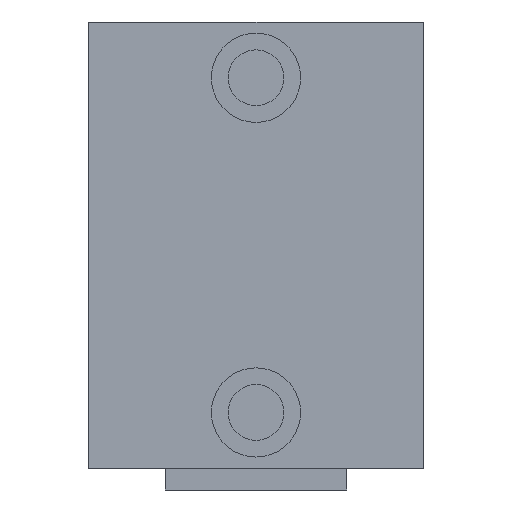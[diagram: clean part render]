
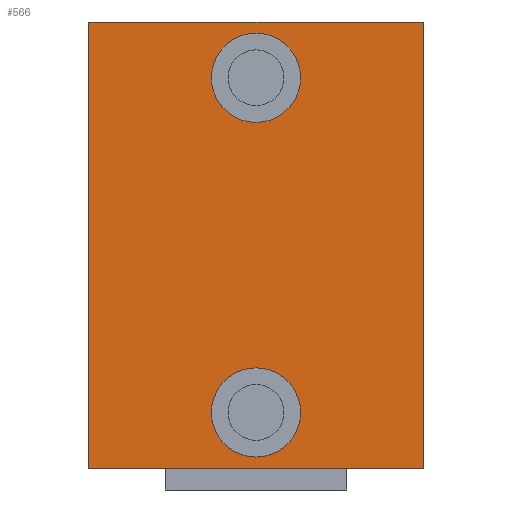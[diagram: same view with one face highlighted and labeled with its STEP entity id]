
A CAD part, left-side view. The second image highlights one B-rep face of the part: STEP entity #566.
In plain terms, the highlighted planar face has unit normal (-1, 0, 0).
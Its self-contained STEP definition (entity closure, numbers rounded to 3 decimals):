
#174 = ORIENTED_EDGE ( 'NONE', *, *, #2608, .F. ) ;
#433 = DIRECTION ( 'NONE',  ( -1., 0., 0. ) ) ;
#566 = ADVANCED_FACE ( 'NONE', ( #14257, #1066, #6360 ), #2455, .F. ) ;
#573 = VECTOR ( 'NONE', #14626, 1000. ) ;
#641 = EDGE_CURVE ( 'NONE', #14489, #14576, #9210, .T. ) ;
#849 = CARTESIAN_POINT ( 'NONE',  ( -52.52, 5.091, 66.039 ) ) ;
#881 = AXIS2_PLACEMENT_3D ( 'NONE', #10444, #7746, #11736 ) ;
#1029 = ORIENTED_EDGE ( 'NONE', *, *, #1463, .F. ) ;
#1066 = FACE_BOUND ( 'NONE', #15295, .T. ) ;
#1130 = ORIENTED_EDGE ( 'NONE', *, *, #7858, .F. ) ;
#1317 = CARTESIAN_POINT ( 'NONE',  ( -52.52, 20.091, 61.039 ) ) ;
#1463 = EDGE_CURVE ( 'NONE', #14489, #4184, #10651, .T. ) ;
#1667 = VERTEX_POINT ( 'NONE', #5955 ) ;
#2455 = PLANE ( 'NONE',  #881 ) ;
#2608 = EDGE_CURVE ( 'NONE', #8585, #1667, #12506, .T. ) ;
#2942 = DIRECTION ( 'NONE',  ( 0., 0., 1. ) ) ;
#2956 = VERTEX_POINT ( 'NONE', #3931 ) ;
#3390 = DIRECTION ( 'NONE',  ( -1., 0., 0. ) ) ;
#3501 = ORIENTED_EDGE ( 'NONE', *, *, #15719, .F. ) ;
#3931 = CARTESIAN_POINT ( 'NONE',  ( -52.52, 5.091, 92.039 ) ) ;
#4184 = VERTEX_POINT ( 'NONE', #13237 ) ;
#4751 = EDGE_CURVE ( 'NONE', #14576, #4952, #16731, .T. ) ;
#4934 = DIRECTION ( 'NONE',  ( 0., 0., 1. ) ) ;
#4952 = VERTEX_POINT ( 'NONE', #11075 ) ;
#5120 = CARTESIAN_POINT ( 'NONE',  ( -52.52, -9.909, 101.039 ) ) ;
#5482 = ORIENTED_EDGE ( 'NONE', *, *, #4751, .T. ) ;
#5605 = CIRCLE ( 'NONE', #15590, 4. ) ;
#5955 = CARTESIAN_POINT ( 'NONE',  ( -52.52, 5.091, 70.039 ) ) ;
#6360 = FACE_BOUND ( 'NONE', #9993, .T. ) ;
#6415 = LINE ( 'NONE', #5120, #15322 ) ;
#6481 = CIRCLE ( 'NONE', #9517, 4. ) ;
#7350 = CARTESIAN_POINT ( 'NONE',  ( -52.52, 5.091, 96.039 ) ) ;
#7746 = DIRECTION ( 'NONE',  ( 1., 0., 0. ) ) ;
#7858 = EDGE_CURVE ( 'NONE', #2956, #11830, #14233, .T. ) ;
#8277 = EDGE_CURVE ( 'NONE', #1667, #8585, #5605, .T. ) ;
#8351 = VECTOR ( 'NONE', #14585, 1000. ) ;
#8585 = VERTEX_POINT ( 'NONE', #14397 ) ;
#8655 = CARTESIAN_POINT ( 'NONE',  ( -52.52, -9.909, 81.039 ) ) ;
#8686 = DIRECTION ( 'NONE',  ( 0., 0., -1. ) ) ;
#9210 = LINE ( 'NONE', #1317, #8351 ) ;
#9262 = DIRECTION ( 'NONE',  ( 0., 0., 1. ) ) ;
#9517 = AXIS2_PLACEMENT_3D ( 'NONE', #15283, #3390, #8686 ) ;
#9629 = ORIENTED_EDGE ( 'NONE', *, *, #641, .T. ) ;
#9993 = EDGE_LOOP ( 'NONE', ( #3501, #1130 ) ) ;
#10032 = DIRECTION ( 'NONE',  ( 0., 0., -1. ) ) ;
#10444 = CARTESIAN_POINT ( 'NONE',  ( -52.52, -9.909, 81.039 ) ) ;
#10485 = DIRECTION ( 'NONE',  ( -1., 0., 0. ) ) ;
#10651 = LINE ( 'NONE', #11953, #573 ) ;
#10856 = CARTESIAN_POINT ( 'NONE',  ( -52.52, 20.091, 61.039 ) ) ;
#10936 = CARTESIAN_POINT ( 'NONE',  ( -52.52, 5.091, 66.039 ) ) ;
#11075 = CARTESIAN_POINT ( 'NONE',  ( -52.52, -9.909, 101.039 ) ) ;
#11638 = VECTOR ( 'NONE', #4934, 1000. ) ;
#11736 = DIRECTION ( 'NONE',  ( 0., 1., 0. ) ) ;
#11830 = VERTEX_POINT ( 'NONE', #14177 ) ;
#11953 = CARTESIAN_POINT ( 'NONE',  ( -52.52, 20.091, 81.039 ) ) ;
#12224 = AXIS2_PLACEMENT_3D ( 'NONE', #849, #10485, #9262 ) ;
#12506 = CIRCLE ( 'NONE', #12224, 4. ) ;
#12644 = DIRECTION ( 'NONE',  ( -1., 0., 0. ) ) ;
#12768 = CARTESIAN_POINT ( 'NONE',  ( -52.52, -9.909, 61.039 ) ) ;
#13237 = CARTESIAN_POINT ( 'NONE',  ( -52.52, 20.091, 101.039 ) ) ;
#13932 = AXIS2_PLACEMENT_3D ( 'NONE', #7350, #12644, #10032 ) ;
#14177 = CARTESIAN_POINT ( 'NONE',  ( -52.52, 5.091, 100.039 ) ) ;
#14233 = CIRCLE ( 'NONE', #13932, 4. ) ;
#14257 = FACE_OUTER_BOUND ( 'NONE', #15257, .T. ) ;
#14397 = CARTESIAN_POINT ( 'NONE',  ( -52.52, 5.091, 62.039 ) ) ;
#14489 = VERTEX_POINT ( 'NONE', #10856 ) ;
#14576 = VERTEX_POINT ( 'NONE', #12768 ) ;
#14585 = DIRECTION ( 'NONE',  ( 0., -1., 0. ) ) ;
#14626 = DIRECTION ( 'NONE',  ( 0., 0., 1. ) ) ;
#15257 = EDGE_LOOP ( 'NONE', ( #17100, #1029, #9629, #5482 ) ) ;
#15283 = CARTESIAN_POINT ( 'NONE',  ( -52.52, 5.091, 96.039 ) ) ;
#15295 = EDGE_LOOP ( 'NONE', ( #174, #17073 ) ) ;
#15322 = VECTOR ( 'NONE', #15710, 1000. ) ;
#15590 = AXIS2_PLACEMENT_3D ( 'NONE', #10936, #433, #2942 ) ;
#15710 = DIRECTION ( 'NONE',  ( 0., 1., 0. ) ) ;
#15719 = EDGE_CURVE ( 'NONE', #11830, #2956, #6481, .T. ) ;
#16144 = EDGE_CURVE ( 'NONE', #4952, #4184, #6415, .T. ) ;
#16731 = LINE ( 'NONE', #8655, #11638 ) ;
#17073 = ORIENTED_EDGE ( 'NONE', *, *, #8277, .F. ) ;
#17100 = ORIENTED_EDGE ( 'NONE', *, *, #16144, .T. ) ;
